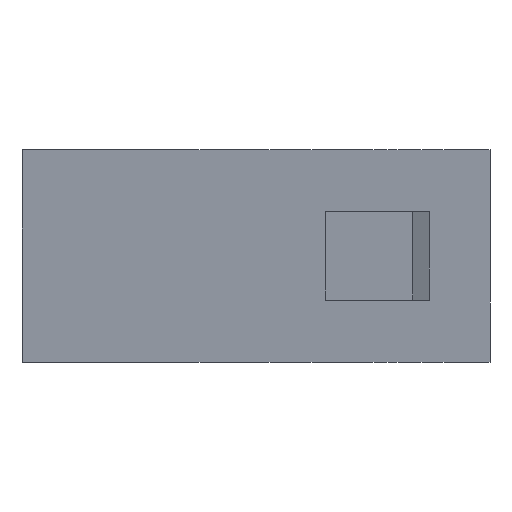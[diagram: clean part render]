
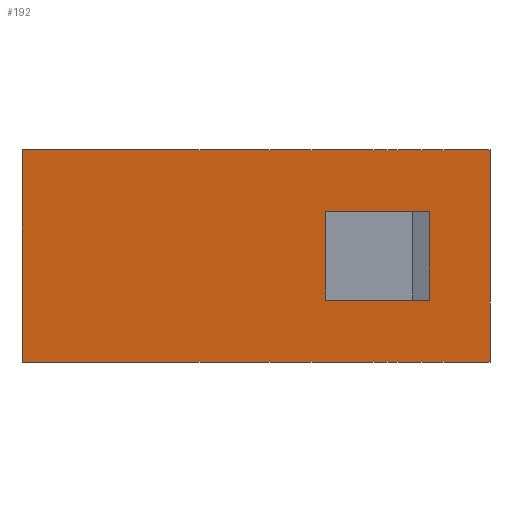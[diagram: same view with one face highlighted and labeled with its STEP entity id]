
A CAD part, top view. The second image highlights one B-rep face of the part: STEP entity #192.
In plain terms, the highlighted planar face has unit normal (-0.184, 0, 0.983).
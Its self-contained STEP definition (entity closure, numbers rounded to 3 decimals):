
#11 = LINE ( 'NONE', #1358, #294 ) ;
#42 = CARTESIAN_POINT ( 'NONE',  ( 1330.282, 488.717, -1834.235 ) ) ;
#100 = CARTESIAN_POINT ( 'NONE',  ( 1346.993, 0., -1831.111 ) ) ;
#127 = EDGE_CURVE ( 'NONE', #145, #1762, #796, .T. ) ;
#145 = VERTEX_POINT ( 'NONE', #1220 ) ;
#172 = CARTESIAN_POINT ( 'NONE',  ( 1294.121, 495.717, -1840.994 ) ) ;
#186 = ORIENTED_EDGE ( 'NONE', *, *, #667, .T. ) ;
#192 = ADVANCED_FACE ( 'NONE', ( #1420, #1445 ), #1296, .F. ) ;
#294 = VECTOR ( 'NONE', #617, 1000. ) ;
#311 = ORIENTED_EDGE ( 'NONE', *, *, #127, .F. ) ;
#412 = CARTESIAN_POINT ( 'NONE',  ( 376.194, 0., -2012.574 ) ) ;
#519 = VECTOR ( 'NONE', #1501, 1000. ) ;
#532 = EDGE_LOOP ( 'NONE', ( #1900, #1804, #1628, #632 ) ) ;
#585 = VERTEX_POINT ( 'NONE', #1266 ) ;
#592 = VERTEX_POINT ( 'NONE', #962 ) ;
#617 = DIRECTION ( 'NONE',  ( 0., 1., 0. ) ) ;
#632 = ORIENTED_EDGE ( 'NONE', *, *, #1089, .F. ) ;
#646 = VECTOR ( 'NONE', #733, 1000. ) ;
#667 = EDGE_CURVE ( 'NONE', #1739, #585, #996, .T. ) ;
#683 = VERTEX_POINT ( 'NONE', #971 ) ;
#733 = DIRECTION ( 'NONE',  ( -0.983, 0., -0.184 ) ) ;
#735 = LINE ( 'NONE', #1027, #770 ) ;
#746 = EDGE_CURVE ( 'NONE', #592, #1275, #735, .T. ) ;
#770 = VECTOR ( 'NONE', #1319, 1000. ) ;
#793 = CARTESIAN_POINT ( 'NONE',  ( 1294.121, 495.717, -1840.994 ) ) ;
#796 = LINE ( 'NONE', #1833, #1346 ) ;
#805 = DIRECTION ( 'NONE',  ( 0.983, 0., 0.184 ) ) ;
#829 = EDGE_CURVE ( 'NONE', #683, #592, #1017, .T. ) ;
#924 = EDGE_LOOP ( 'NONE', ( #1679, #186, #1605, #311 ) ) ;
#962 = CARTESIAN_POINT ( 'NONE',  ( 1330.282, 478.717, -1834.235 ) ) ;
#971 = CARTESIAN_POINT ( 'NONE',  ( 1330.282, 488.717, -1834.235 ) ) ;
#996 = LINE ( 'NONE', #100, #1162 ) ;
#1017 = LINE ( 'NONE', #42, #519 ) ;
#1027 = CARTESIAN_POINT ( 'NONE',  ( 1330.282, 478.717, -1834.235 ) ) ;
#1035 = AXIS2_PLACEMENT_3D ( 'NONE', #412, #1408, #1727 ) ;
#1089 = EDGE_CURVE ( 'NONE', #1181, #683, #1863, .T. ) ;
#1125 = CARTESIAN_POINT ( 'NONE',  ( 1330.282, 488.717, -1834.235 ) ) ;
#1162 = VECTOR ( 'NONE', #1884, 1000. ) ;
#1178 = DIRECTION ( 'NONE',  ( -0.983, 0., -0.184 ) ) ;
#1181 = VERTEX_POINT ( 'NONE', #1897 ) ;
#1187 = CARTESIAN_POINT ( 'NONE',  ( 1349.411, 471.717, -1830.659 ) ) ;
#1199 = LINE ( 'NONE', #1187, #1506 ) ;
#1220 = CARTESIAN_POINT ( 'NONE',  ( 1294.121, 471.717, -1840.994 ) ) ;
#1266 = CARTESIAN_POINT ( 'NONE',  ( 1346.993, 495.717, -1831.111 ) ) ;
#1275 = VERTEX_POINT ( 'NONE', #1392 ) ;
#1296 = PLANE ( 'NONE',  #1035 ) ;
#1319 = DIRECTION ( 'NONE',  ( 0.983, 0., 0.184 ) ) ;
#1346 = VECTOR ( 'NONE', #1381, 1000. ) ;
#1358 = CARTESIAN_POINT ( 'NONE',  ( 1340.112, 488.717, -1832.397 ) ) ;
#1368 = EDGE_CURVE ( 'NONE', #1275, #1181, #11, .T. ) ;
#1381 = DIRECTION ( 'NONE',  ( 0., 1., 0. ) ) ;
#1392 = CARTESIAN_POINT ( 'NONE',  ( 1340.112, 478.717, -1832.397 ) ) ;
#1408 = DIRECTION ( 'NONE',  ( 0.184, 0., -0.983 ) ) ;
#1420 = FACE_OUTER_BOUND ( 'NONE', #924, .T. ) ;
#1445 = FACE_BOUND ( 'NONE', #532, .T. ) ;
#1501 = DIRECTION ( 'NONE',  ( 0., -1., 0. ) ) ;
#1506 = VECTOR ( 'NONE', #1178, 1000. ) ;
#1528 = LINE ( 'NONE', #793, #1669 ) ;
#1559 = EDGE_CURVE ( 'NONE', #1739, #145, #1199, .T. ) ;
#1605 = ORIENTED_EDGE ( 'NONE', *, *, #1631, .F. ) ;
#1628 = ORIENTED_EDGE ( 'NONE', *, *, #829, .F. ) ;
#1631 = EDGE_CURVE ( 'NONE', #1762, #585, #1528, .T. ) ;
#1633 = CARTESIAN_POINT ( 'NONE',  ( 1346.993, 471.717, -1831.111 ) ) ;
#1669 = VECTOR ( 'NONE', #805, 1000. ) ;
#1679 = ORIENTED_EDGE ( 'NONE', *, *, #1559, .F. ) ;
#1727 = DIRECTION ( 'NONE',  ( -0.983, 0., -0.184 ) ) ;
#1739 = VERTEX_POINT ( 'NONE', #1633 ) ;
#1762 = VERTEX_POINT ( 'NONE', #172 ) ;
#1804 = ORIENTED_EDGE ( 'NONE', *, *, #746, .F. ) ;
#1833 = CARTESIAN_POINT ( 'NONE',  ( 1294.121, 471.717, -1840.994 ) ) ;
#1863 = LINE ( 'NONE', #1125, #646 ) ;
#1884 = DIRECTION ( 'NONE',  ( 0., 1., 0. ) ) ;
#1897 = CARTESIAN_POINT ( 'NONE',  ( 1340.112, 488.717, -1832.397 ) ) ;
#1900 = ORIENTED_EDGE ( 'NONE', *, *, #1368, .F. ) ;
